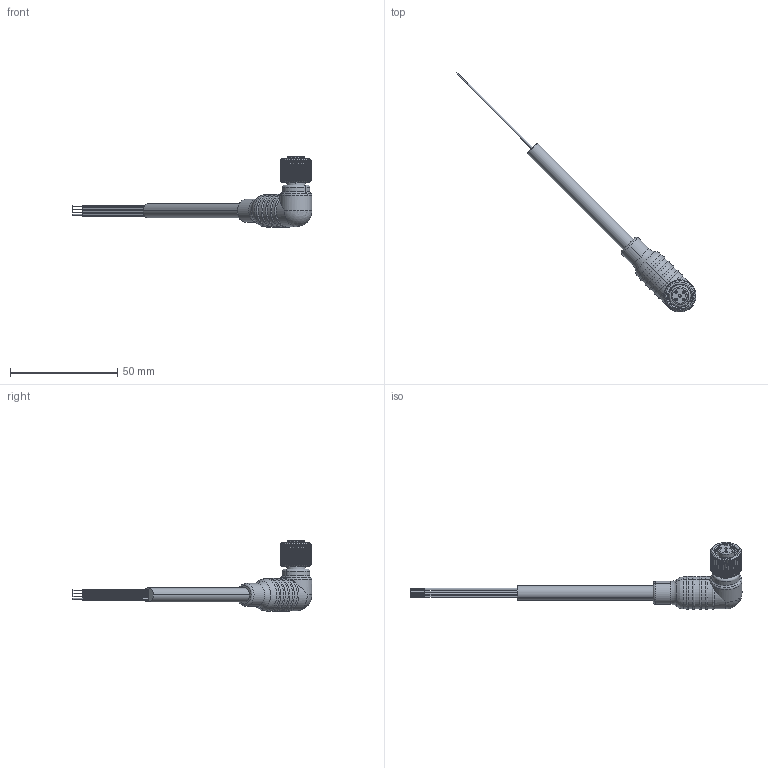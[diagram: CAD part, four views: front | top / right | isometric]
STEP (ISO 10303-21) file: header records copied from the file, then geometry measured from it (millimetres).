
FILE_DESCRIPTION((''),'2;1');
FILE_NAME('254696_SM01_ASM','2026-01-28T15:40:54',('banengservice'),('BANNER ENGINEERING'),'CREO PARAMETRIC BY PTC INC, 2022414','CREO PARAMETRIC BY PTC INC, 2022414','');
FILE_SCHEMA(('CONFIG_CONTROL_DESIGN'));
Length unit declared in the file: millimetre
Products named in the file (2): 254696_EP01; 254696_SM01_ASM
Assembly tree (1 placements, depth 2):
  254696_SM01_ASM
    254696_EP01
Bounding box: 111.99 x 111.99 x 33.13 mm (x, y, z)
Volume: 10604 mm3; surface area: 6348 mm2
Topology: 1 solids, 1 shells, 491 faces, 1339 edges, 867 vertices
Faces by surface type: cylinder 276, plane 138, cone 38, torus 27, bspline 11, sphere 1
Entity records: 21443 total; most frequent: CARTESIAN_POINT 9621, ORIENTED_EDGE 2658, DIRECTION 2233, EDGE_CURVE 1329, AXIS2_PLACEMENT_3D 910, VERTEX_POINT 867, EDGE_LOOP 520, FACE_OUTER_BOUND 491
